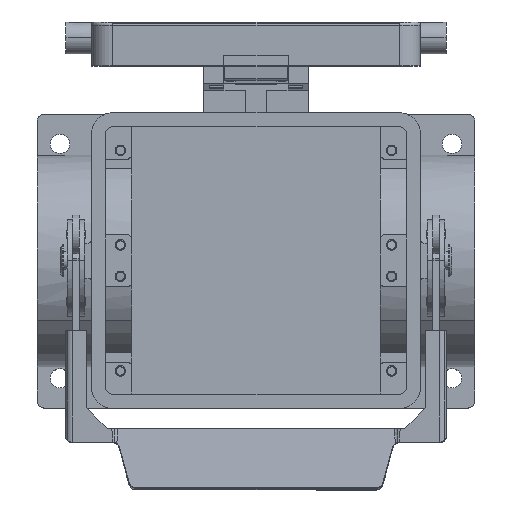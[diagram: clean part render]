
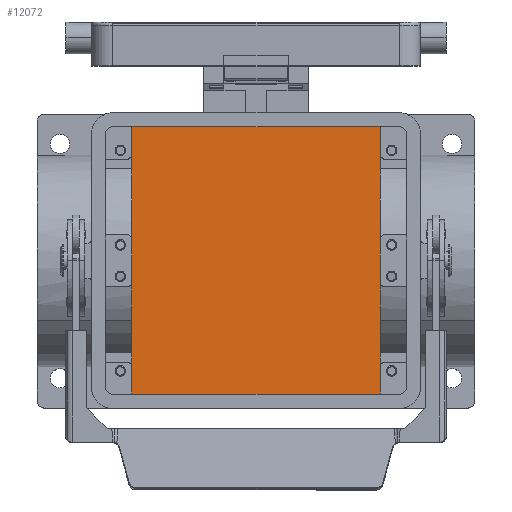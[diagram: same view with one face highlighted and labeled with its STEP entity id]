
A CAD part, top view. The second image highlights one B-rep face of the part: STEP entity #12072.
In plain terms, the highlighted planar face has unit normal (0, 0, 1).
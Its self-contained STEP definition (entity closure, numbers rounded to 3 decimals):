
#10418=CARTESIAN_POINT('',(-35.5,-39.0,-51.));
#10419=VERTEX_POINT('',#10418);
#10452=CARTESIAN_POINT('',(35.5,-39.0,-51.));
#10453=VERTEX_POINT('',#10452);
#10460=CARTESIAN_POINT('',(-35.5,-39.0,-51.));
#10461=DIRECTION('',(1.0,0.0,0.0));
#10462=VECTOR('',#10461,71.);
#10463=LINE('',#10460,#10462);
#10464=EDGE_CURVE('',#10419,#10453,#10463,.T.);
#10499=CARTESIAN_POINT('',(35.5,39.0,-51.));
#10500=VERTEX_POINT('',#10499);
#10533=CARTESIAN_POINT('',(-35.5,39.,-51.));
#10534=VERTEX_POINT('',#10533);
#10541=CARTESIAN_POINT('',(35.5,39.0,-51.));
#10542=DIRECTION('',(-1.0,0.0,0.0));
#10543=VECTOR('',#10542,71.);
#10544=LINE('',#10541,#10543);
#10545=EDGE_CURVE('',#10500,#10534,#10544,.T.);
#10751=CARTESIAN_POINT('',(35.5,-39.0,-51.));
#10752=DIRECTION('',(0.0,1.0,0.0));
#10753=VECTOR('',#10752,78.0);
#10754=LINE('',#10751,#10753);
#10755=EDGE_CURVE('',#10453,#10500,#10754,.T.);
#12056=CARTESIAN_POINT('',(0.0,0.,-51.));
#12057=DIRECTION('',(0.0,0.0,1.0));
#12058=DIRECTION('',(1.0,0.0,0.0));
#12059=AXIS2_PLACEMENT_3D('',#12056,#12057,#12058);
#12060=PLANE('',#12059);
#12061=CARTESIAN_POINT('',(-35.5,39.,-51.));
#12062=DIRECTION('',(0.0,-1.0,0.0));
#12063=VECTOR('',#12062,78.0);
#12064=LINE('',#12061,#12063);
#12065=EDGE_CURVE('',#10534,#10419,#12064,.T.);
#12066=ORIENTED_EDGE('',*,*,#12065,.T.);
#12067=ORIENTED_EDGE('',*,*,#10464,.T.);
#12068=ORIENTED_EDGE('',*,*,#10755,.T.);
#12069=ORIENTED_EDGE('',*,*,#10545,.T.);
#12070=EDGE_LOOP('',(#12066,#12067,#12068,#12069));
#12071=FACE_OUTER_BOUND('',#12070,.T.);
#12072=ADVANCED_FACE('',(#12071),#12060,.T.);
